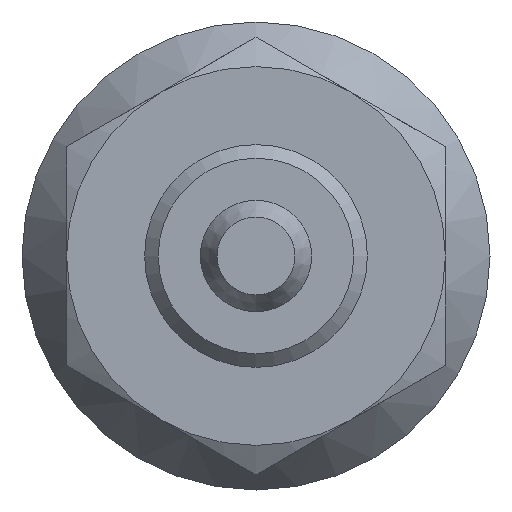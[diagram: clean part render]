
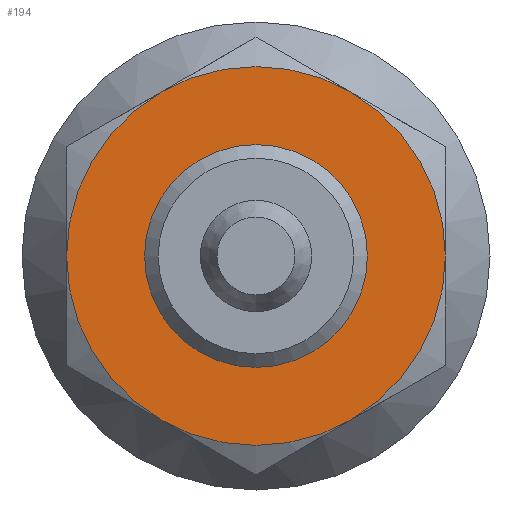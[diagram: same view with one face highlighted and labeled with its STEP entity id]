
A CAD part, front view. The second image highlights one B-rep face of the part: STEP entity #194.
In plain terms, the highlighted planar face has unit normal (0, -1, 0).
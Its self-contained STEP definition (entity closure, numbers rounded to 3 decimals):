
#194 = ADVANCED_FACE( '', ( #406, #407 ), #408, .T. );
#406 = FACE_OUTER_BOUND( '', #621, .T. );
#407 = FACE_BOUND( '', #622, .T. );
#408 = PLANE( '', #623 );
#621 = EDGE_LOOP( '', ( #1093, #1094, #1095, #1096, #1097, #1098 ) );
#622 = EDGE_LOOP( '', ( #1099 ) );
#623 = AXIS2_PLACEMENT_3D( '', #1100, #1101, #1102 );
#1093 = ORIENTED_EDGE( '', *, *, #1361, .T. );
#1094 = ORIENTED_EDGE( '', *, *, #1215, .T. );
#1095 = ORIENTED_EDGE( '', *, *, #1369, .T. );
#1096 = ORIENTED_EDGE( '', *, *, #1377, .T. );
#1097 = ORIENTED_EDGE( '', *, *, #1302, .T. );
#1098 = ORIENTED_EDGE( '', *, *, #1272, .T. );
#1099 = ORIENTED_EDGE( '', *, *, #1309, .F. );
#1100 = CARTESIAN_POINT( '', ( 5., -13.5, 0. ) );
#1101 = DIRECTION( '', ( 0., -1., 0. ) );
#1102 = DIRECTION( '', ( 0., 0., -1. ) );
#1215 = EDGE_CURVE( '', #1439, #1440, #1441, .T. );
#1272 = EDGE_CURVE( '', #1535, #1490, #1536, .T. );
#1302 = EDGE_CURVE( '', #1575, #1535, #1576, .T. );
#1309 = EDGE_CURVE( '', #1585, #1585, #1586, .T. );
#1361 = EDGE_CURVE( '', #1490, #1439, #1651, .T. );
#1369 = EDGE_CURVE( '', #1440, #1647, #1659, .T. );
#1377 = EDGE_CURVE( '', #1647, #1575, #1667, .T. );
#1439 = VERTEX_POINT( '', #1755 );
#1440 = VERTEX_POINT( '', #1756 );
#1441 = CIRCLE( '', #1757, 8.5 );
#1490 = VERTEX_POINT( '', #1849 );
#1535 = VERTEX_POINT( '', #1938 );
#1536 = CIRCLE( '', #1939, 8.5 );
#1575 = VERTEX_POINT( '', #2012 );
#1576 = CIRCLE( '', #2013, 8.5 );
#1585 = VERTEX_POINT( '', #2034 );
#1586 = CIRCLE( '', #2035, 5. );
#1647 = VERTEX_POINT( '', #2157 );
#1651 = CIRCLE( '', #2173, 8.5 );
#1659 = CIRCLE( '', #2193, 8.5 );
#1667 = CIRCLE( '', #2218, 8.5 );
#1755 = CARTESIAN_POINT( '', ( 8.5, -13.5, 0. ) );
#1756 = CARTESIAN_POINT( '', ( 4.25, -13.5, 7.361 ) );
#1757 = AXIS2_PLACEMENT_3D( '', #2293, #2294, #2295 );
#1849 = CARTESIAN_POINT( '', ( 4.25, -13.5, -7.361 ) );
#1938 = CARTESIAN_POINT( '', ( -4.25, -13.5, -7.361 ) );
#1939 = AXIS2_PLACEMENT_3D( '', #2345, #2346, #2347 );
#2012 = CARTESIAN_POINT( '', ( -8.5, -13.5, 0. ) );
#2013 = AXIS2_PLACEMENT_3D( '', #2367, #2368, #2369 );
#2034 = CARTESIAN_POINT( '', ( 0., -13.5, -5. ) );
#2035 = AXIS2_PLACEMENT_3D( '', #2372, #2373, #2374 );
#2157 = CARTESIAN_POINT( '', ( -4.25, -13.5, 7.361 ) );
#2173 = AXIS2_PLACEMENT_3D( '', #2408, #2409, #2410 );
#2193 = AXIS2_PLACEMENT_3D( '', #2411, #2412, #2413 );
#2218 = AXIS2_PLACEMENT_3D( '', #2414, #2415, #2416 );
#2293 = CARTESIAN_POINT( '', ( 0., -13.5, 0. ) );
#2294 = DIRECTION( '', ( 0., -1., 0. ) );
#2295 = DIRECTION( '', ( 0., 0., -1. ) );
#2345 = CARTESIAN_POINT( '', ( 0., -13.5, 0. ) );
#2346 = DIRECTION( '', ( 0., -1., 0. ) );
#2347 = DIRECTION( '', ( 0., 0., -1. ) );
#2367 = CARTESIAN_POINT( '', ( 0., -13.5, 0. ) );
#2368 = DIRECTION( '', ( 0., -1., 0. ) );
#2369 = DIRECTION( '', ( 0., 0., -1. ) );
#2372 = CARTESIAN_POINT( '', ( 0., -13.5, 0. ) );
#2373 = DIRECTION( '', ( 0., -1., 0. ) );
#2374 = DIRECTION( '', ( 0., 0., -1. ) );
#2408 = CARTESIAN_POINT( '', ( 0., -13.5, 0. ) );
#2409 = DIRECTION( '', ( 0., -1., 0. ) );
#2410 = DIRECTION( '', ( 0., 0., -1. ) );
#2411 = CARTESIAN_POINT( '', ( 0., -13.5, 0. ) );
#2412 = DIRECTION( '', ( 0., -1., 0. ) );
#2413 = DIRECTION( '', ( 0., 0., -1. ) );
#2414 = CARTESIAN_POINT( '', ( 0., -13.5, 0. ) );
#2415 = DIRECTION( '', ( 0., -1., 0. ) );
#2416 = DIRECTION( '', ( 0., 0., -1. ) );
